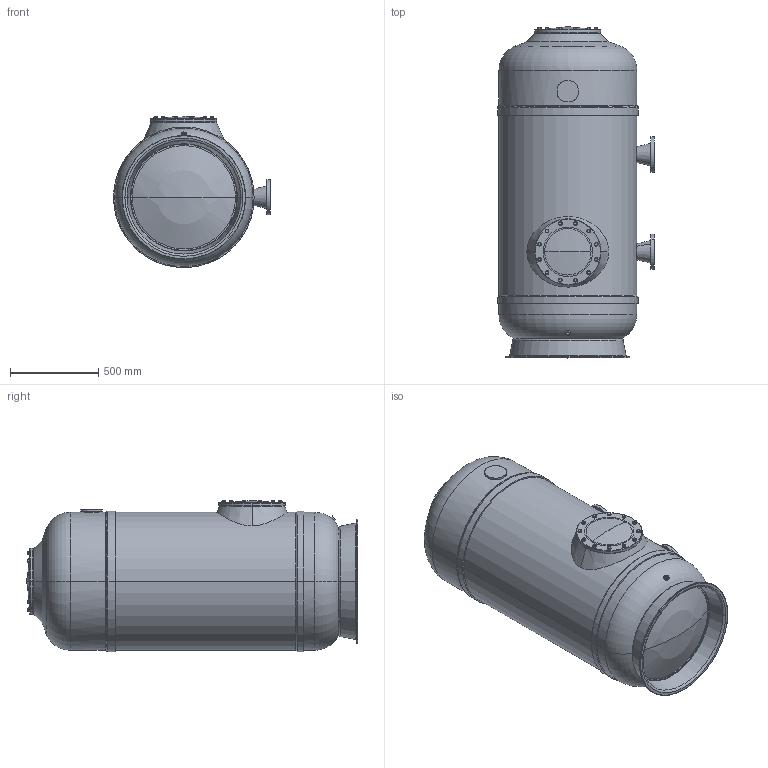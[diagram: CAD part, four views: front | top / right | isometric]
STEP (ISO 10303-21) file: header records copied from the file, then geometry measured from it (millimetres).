
FILE_DESCRIPTION (( 'STEP AP214' ), '1' );
FILE_NAME ('Balearic_80c_lateral.STEP', '2021-01-06T07:31:00', ( '' ), ( '' ), 'SwSTEP 2.0', 'SolidWorks 2019', '' );
FILE_SCHEMA (( 'AUTOMOTIVE_DESIGN' ));
Length unit declared in the file: millimetre
Products named in the file (1): Balearic_80c_lateral
Bounding box: 888 x 1877.52 x 854.86 mm (x, y, z)
Surface area: 11715640.9 mm2 (no closed solid volume)
Topology: 0 solids, 75 shells, 988 faces, 2157 edges, 1324 vertices
Faces by surface type: cylinder 335, plane 318, cone 247, torus 70, sphere 16, bspline 2
Entity records: 50043 total; most frequent: CARTESIAN_POINT 17457, DIRECTION 4339, ORIENTED_EDGE 4196, EDGE_CURVE 2123, AXIS2_PLACEMENT_3D 1855, VERTEX_POINT 1322, EDGE_LOOP 1186, UNCERTAINTY_MEASURE_WITH_UNIT 1052
